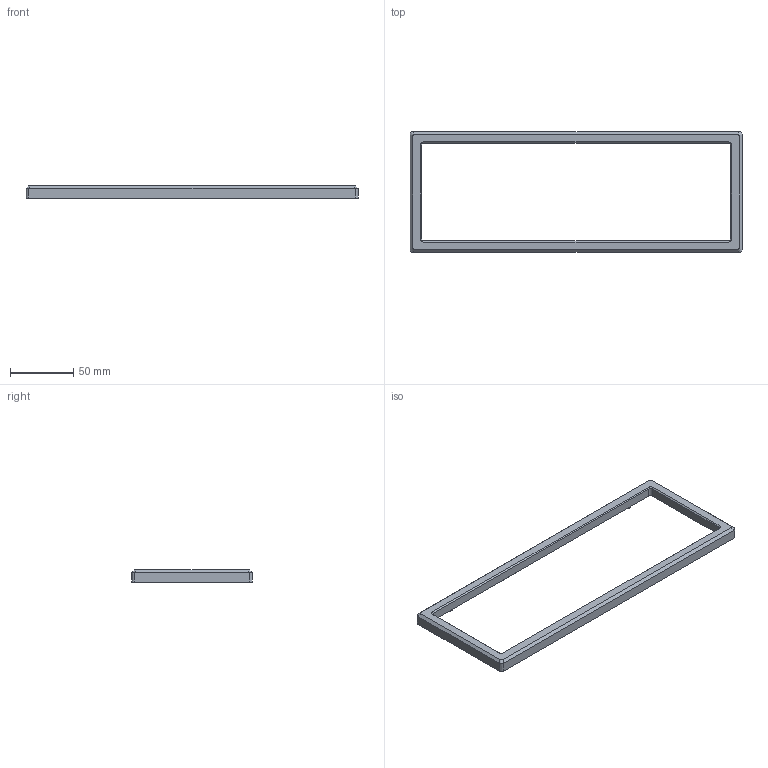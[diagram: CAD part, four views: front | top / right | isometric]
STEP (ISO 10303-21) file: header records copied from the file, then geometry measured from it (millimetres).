
FILE_DESCRIPTION(/* description */ (''),/* implementation_level */ '2;1');
FILE_NAME(/* name */ 'Carpool-Top.step',/* time_stamp */ '2021-06-12T14:02:32-04:00',/* author */ (''),/* organization */ (''),/* preprocessor_version */ 'ST-DEVELOPER v18.1',/* originating_system */ 'Autodesk Translation Framework v10.9.0.1377',/* authorisation */ '');
FILE_SCHEMA (('AUTOMOTIVE_DESIGN { 1 0 10303 214 3 1 1 }'));
Length unit declared in the file: millimetre
Products named in the file (1): Carpool-Top
Bounding box: 261.89 x 95.2 x 9.6 mm (x, y, z)
Volume: 52252.2 mm3; surface area: 24630.6 mm2
Topology: 1 solids, 1 shells, 163 faces, 416 edges, 272 vertices
Faces by surface type: plane 79, cylinder 72, bspline 8, cone 4
Full cylindrical faces by diameter (mm): 2.075 x12, 5.2 x4
Entity records: 5268 total; most frequent: CARTESIAN_POINT 1213, DIRECTION 848, ORIENTED_EDGE 832, EDGE_CURVE 416, AXIS2_PLACEMENT_3D 304, VERTEX_POINT 272, LINE 240, VECTOR 240
